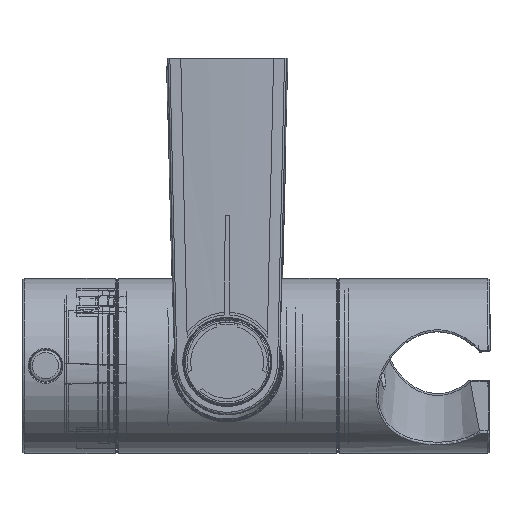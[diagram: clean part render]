
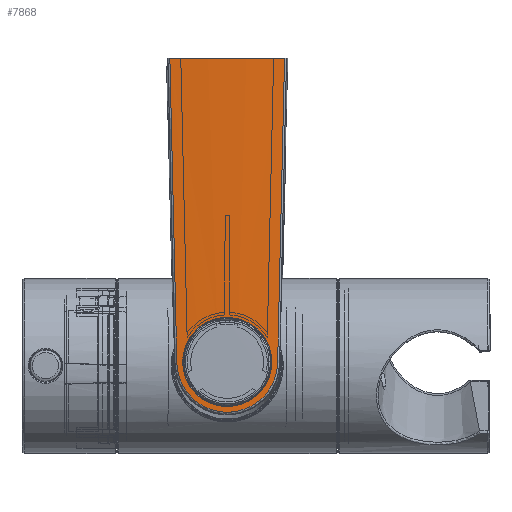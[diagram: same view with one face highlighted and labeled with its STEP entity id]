
A CAD part, top view. The second image highlights one B-rep face of the part: STEP entity #7868.
In plain terms, the highlighted conical face has half-angle 0.25 degrees and reference radius 199.852 mm.
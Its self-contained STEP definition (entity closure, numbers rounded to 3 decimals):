
#268=CONICAL_SURFACE('',#8799,199.853,0.004);
#639=CIRCLE('',#8798,200.);
#1109=B_SPLINE_CURVE_WITH_KNOTS('',3,(#18221,#18222,#18223,#18224),
 .UNSPECIFIED.,.F.,.F.,(4,4),(0.,0.058),.UNSPECIFIED.);
#1112=B_SPLINE_CURVE_WITH_KNOTS('',3,(#18268,#18269,#18270,#18271,#18272,
#18273,#18274,#18275,#18276,#18277,#18278),.UNSPECIFIED.,.F.,.F.,(4,1,1,
1,1,1,1,1,4),(0.085,0.088,0.092,
0.096,0.1,0.103,0.107,
0.111,0.115),.UNSPECIFIED.);
#1118=B_SPLINE_CURVE_WITH_KNOTS('',3,(#18563,#18564,#18565,#18566),
 .UNSPECIFIED.,.F.,.F.,(4,4),(0.,0.058),.UNSPECIFIED.);
#1119=B_SPLINE_CURVE_WITH_KNOTS('',3,(#18568,#18569,#18570,#18571,#18572,
#18573,#18574,#18575,#18576,#18577,#18578,#18579,#18580,#18581,#18582,#18583,
#18584,#18585,#18586),.UNSPECIFIED.,.T.,.F.,(1,1,1,1,1,1,1,1,1,1,1,1,1,
1,1,1,1,1,1,1,1,1,1),(-0.01,-0.007,-0.003,
0.,0.003,0.007,0.01,0.013,
0.017,0.02,0.023,0.027,
0.03,0.033,0.037,0.04,
0.043,0.046,0.05,0.053,
0.056,0.06,0.063),.UNSPECIFIED.);
#3219=ORIENTED_EDGE('',*,*,#4498,.F.);
#3220=ORIENTED_EDGE('',*,*,#4488,.T.);
#3221=ORIENTED_EDGE('',*,*,#4485,.T.);
#3222=ORIENTED_EDGE('',*,*,#4496,.F.);
#3223=ORIENTED_EDGE('',*,*,#4497,.T.);
#4485=EDGE_CURVE('',#5297,#5298,#1109,.T.);
#4488=EDGE_CURVE('',#5299,#5297,#1112,.T.);
#4496=EDGE_CURVE('',#5303,#5298,#639,.T.);
#4497=EDGE_CURVE('',#5303,#5299,#1118,.T.);
#4498=EDGE_CURVE('',#5304,#5304,#1119,.T.);
#5297=VERTEX_POINT('',#18225);
#5298=VERTEX_POINT('',#18226);
#5299=VERTEX_POINT('',#18279);
#5303=VERTEX_POINT('',#18549);
#5304=VERTEX_POINT('',#18587);
#6666=EDGE_LOOP('',(#3219));
#6667=EDGE_LOOP('',(#3220,#3221,#3222,#3223));
#7222=FACE_BOUND('',#6666,.T.);
#7223=FACE_BOUND('',#6667,.T.);
#7868=ADVANCED_FACE('',(#7222,#7223),#268,.T.);
#8798=AXIS2_PLACEMENT_3D('',#18550,#10812,#10813);
#8799=AXIS2_PLACEMENT_3D('',#18567,#10814,#10815);
#10812=DIRECTION('',(0.,1.,0.));
#10813=DIRECTION('',(0.,0.,-1.));
#10814=DIRECTION('',(0.,1.,0.));
#10815=DIRECTION('',(0.,0.,1.));
#18221=CARTESIAN_POINT('',(-9.631,-0.219,-29.714));
#18222=CARTESIAN_POINT('',(-10.072,19.187,-29.777));
#18223=CARTESIAN_POINT('',(-10.512,38.594,-29.839));
#18224=CARTESIAN_POINT('',(-10.952,58.,-29.9));
#18225=CARTESIAN_POINT('',(-9.629,-0.219,-29.714));
#18226=CARTESIAN_POINT('',(-10.952,58.,-29.9));
#18268=CARTESIAN_POINT('',(9.621,-0.219,-29.714));
#18269=CARTESIAN_POINT('',(9.593,-1.47,-29.71));
#18270=CARTESIAN_POINT('',(9.046,-3.928,-29.727));
#18271=CARTESIAN_POINT('',(6.891,-7.046,-29.803));
#18272=CARTESIAN_POINT('',(3.719,-9.118,-29.883));
#18273=CARTESIAN_POINT('',(-0.01,-9.844,-29.916));
#18274=CARTESIAN_POINT('',(-3.721,-9.115,-29.883));
#18275=CARTESIAN_POINT('',(-6.894,-7.045,-29.803));
#18276=CARTESIAN_POINT('',(-9.05,-3.924,-29.726));
#18277=CARTESIAN_POINT('',(-9.597,-1.469,-29.71));
#18278=CARTESIAN_POINT('',(-9.626,-0.219,-29.714));
#18279=CARTESIAN_POINT('',(9.621,-0.219,-29.714));
#18549=CARTESIAN_POINT('',(10.952,58.,-29.9));
#18550=CARTESIAN_POINT('',(0.,58.,169.8));
#18563=CARTESIAN_POINT('',(10.952,58.,-29.9));
#18564=CARTESIAN_POINT('',(10.509,38.594,-29.839));
#18565=CARTESIAN_POINT('',(10.066,19.187,-29.777));
#18566=CARTESIAN_POINT('',(9.621,-0.219,-29.714));
#18567=CARTESIAN_POINT('',(0.,24.199,169.8));
#18568=CARTESIAN_POINT('',(8.053,3.349,-29.8));
#18569=CARTESIAN_POINT('',(8.722,-0.003,-29.756));
#18570=CARTESIAN_POINT('',(8.057,-3.338,-29.771));
#18571=CARTESIAN_POINT('',(6.167,-6.165,-29.83));
#18572=CARTESIAN_POINT('',(3.348,-8.053,-29.892));
#18573=CARTESIAN_POINT('',(-0.003,-8.722,-29.919));
#18574=CARTESIAN_POINT('',(-3.338,-8.057,-29.892));
#18575=CARTESIAN_POINT('',(-6.165,-6.167,-29.83));
#18576=CARTESIAN_POINT('',(-8.054,-3.348,-29.771));
#18577=CARTESIAN_POINT('',(-8.722,0.004,-29.756));
#18578=CARTESIAN_POINT('',(-8.056,3.339,-29.8));
#18579=CARTESIAN_POINT('',(-6.167,6.165,-29.883));
#18580=CARTESIAN_POINT('',(-3.348,8.053,-29.962));
#18581=CARTESIAN_POINT('',(0.003,8.722,-29.995));
#18582=CARTESIAN_POINT('',(3.338,8.057,-29.962));
#18583=CARTESIAN_POINT('',(6.165,6.167,-29.883));
#18584=CARTESIAN_POINT('',(8.053,3.349,-29.8));
#18585=CARTESIAN_POINT('',(8.722,-0.003,-29.756));
#18586=CARTESIAN_POINT('',(8.057,-3.338,-29.771));
#18587=CARTESIAN_POINT('',(8.5,0.,-29.766));
